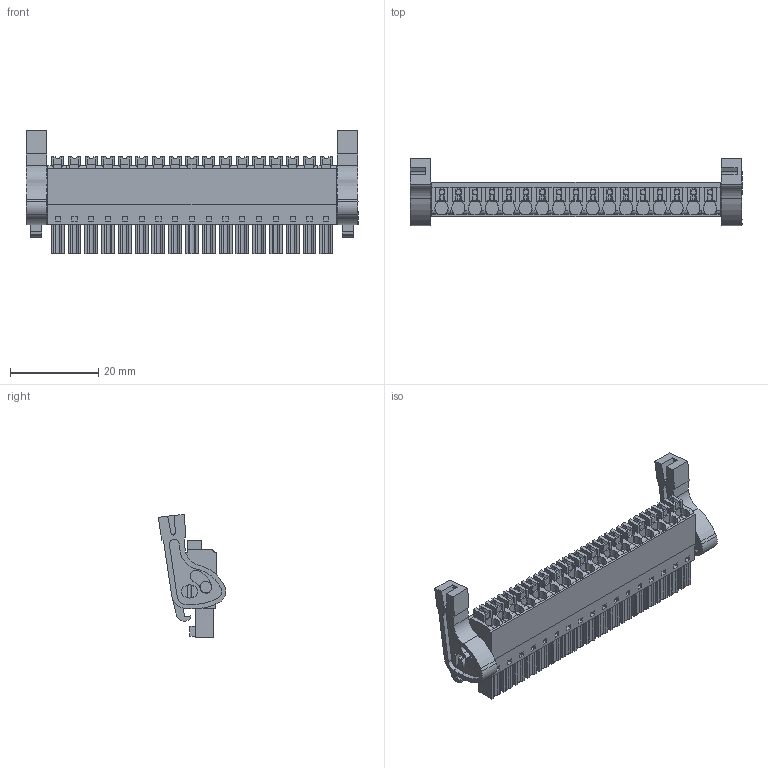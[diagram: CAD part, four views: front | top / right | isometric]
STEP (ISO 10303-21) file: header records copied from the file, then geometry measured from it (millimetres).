
FILE_DESCRIPTION(('CATIA V5 STEP','CAx-IF Rec.Pracs.--- Model Styling and Organization---1.2---2011-12-15'),'2;1');
FILE_NAME ('D1462241_0', '2017-07-31T12:47:52+00:00', ('none'), ('Weidmueller'), 'CATIA Version 5-6 Release 2014', 'CATIA V5 STEP AP214', 'none');
FILE_SCHEMA(('AUTOMOTIVE_DESIGN { 1 0 10303 214 1 1 1 1 }'));
Length unit declared in the file: millimetre
Products named in the file (1): 2442750000
Bounding box: 75.36 x 15.33 x 28 mm (x, y, z)
Volume: 8964.1 mm3; surface area: 8458.3 mm2
Topology: 20 solids, 20 shells, 1281 faces, 3509 edges, 2346 vertices
Faces by surface type: plane 1028, cylinder 253
Entity records: 39156 total; most frequent: CARTESIAN_POINT 7621, ORIENTED_EDGE 7018, DIRECTION 4841, EDGE_CURVE 3509, VECTOR 2811, LINE 2811, VERTEX_POINT 2346, EDGE_LOOP 1401
